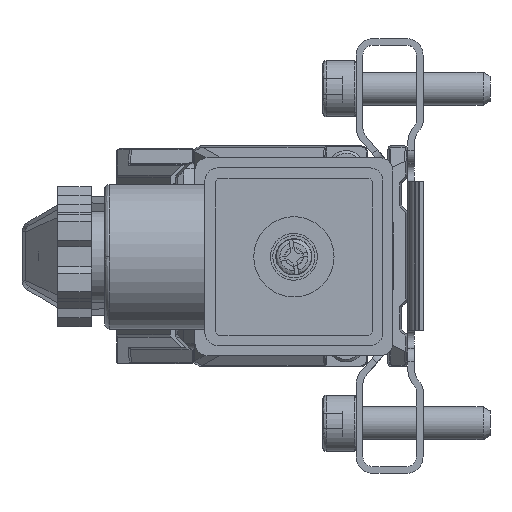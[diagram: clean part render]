
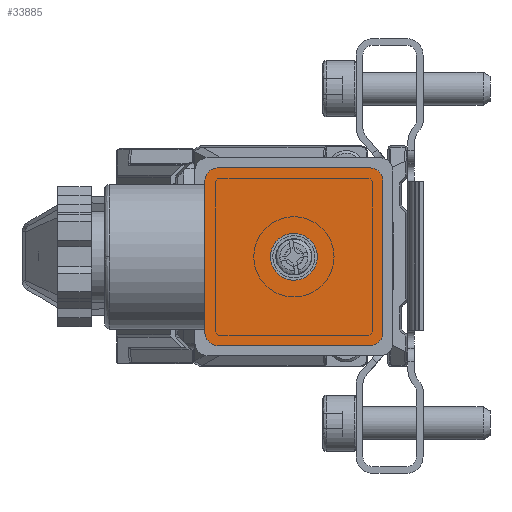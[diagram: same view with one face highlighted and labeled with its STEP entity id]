
A CAD part, left-side view. The second image highlights one B-rep face of the part: STEP entity #33885.
In plain terms, the highlighted planar face has unit normal (-1, 0, 0).
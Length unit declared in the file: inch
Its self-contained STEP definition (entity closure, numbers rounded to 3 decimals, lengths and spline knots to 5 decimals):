
#151 = DIRECTION ( 'NONE',  ( 1., 0., 0. ) ) ;
#270 = EDGE_CURVE ( 'NONE', #18578, #18578, #25641, .T. ) ;
#904 = ORIENTED_EDGE ( 'NONE', *, *, #23783, .F. ) ;
#2035 = VECTOR ( 'NONE', #43127, 39.37008 ) ;
#2175 = CARTESIAN_POINT ( 'NONE',  ( -4.77165, 0.22496, -0.20777 ) ) ;
#2680 = AXIS2_PLACEMENT_3D ( 'NONE', #46274, #3488, #13917 ) ;
#2955 = ORIENTED_EDGE ( 'NONE', *, *, #18113, .F. ) ;
#3488 = DIRECTION ( 'NONE',  ( 1., 0., 0. ) ) ;
#3674 = EDGE_CURVE ( 'NONE', #33995, #18272, #35733, .T. ) ;
#3820 = VERTEX_POINT ( 'NONE', #44199 ) ;
#4385 = VECTOR ( 'NONE', #19959, 39.37008 ) ;
#4942 = CIRCLE ( 'NONE', #2680, 0.07874 ) ;
#5542 = LINE ( 'NONE', #5771, #4385 ) ;
#5771 = CARTESIAN_POINT ( 'NONE',  ( -4.77165, 1.19347, -1.17628 ) ) ;
#7035 = CARTESIAN_POINT ( 'NONE',  ( -4.77165, 0.66984, -0.65265 ) ) ;
#7248 = CARTESIAN_POINT ( 'NONE',  ( -4.77165, 1.19347, -1.09754 ) ) ;
#9849 = DIRECTION ( 'NONE',  ( 1., 0., 0. ) ) ;
#10228 = AXIS2_PLACEMENT_3D ( 'NONE', #17794, #10928, #25319 ) ;
#10830 = DIRECTION ( 'NONE',  ( -1., 0., 0. ) ) ;
#10890 = ORIENTED_EDGE ( 'NONE', *, *, #32017, .F. ) ;
#10928 = DIRECTION ( 'NONE',  ( 1., 0., 0. ) ) ;
#10971 = CARTESIAN_POINT ( 'NONE',  ( -4.77165, 0.22496, -0.12903 ) ) ;
#11373 = VERTEX_POINT ( 'NONE', #7248 ) ;
#12036 = AXIS2_PLACEMENT_3D ( 'NONE', #2175, #38310, #45657 ) ;
#12267 = VERTEX_POINT ( 'NONE', #10971 ) ;
#12278 = CARTESIAN_POINT ( 'NONE',  ( -4.77165, 0.14622, -1.09754 ) ) ;
#12281 = AXIS2_PLACEMENT_3D ( 'NONE', #32024, #9849, #46437 ) ;
#12676 = ORIENTED_EDGE ( 'NONE', *, *, #22293, .F. ) ;
#13917 = DIRECTION ( 'NONE',  ( 0., -1., 0. ) ) ;
#14314 = EDGE_CURVE ( 'NONE', #31299, #11373, #40924, .T. ) ;
#14605 = DIRECTION ( 'NONE',  ( 0., 0., -1. ) ) ;
#15780 = ORIENTED_EDGE ( 'NONE', *, *, #41144, .F. ) ;
#16994 = VERTEX_POINT ( 'NONE', #46056 ) ;
#17206 = FACE_OUTER_BOUND ( 'NONE', #26617, .T. ) ;
#17444 = FACE_BOUND ( 'NONE', #28461, .T. ) ;
#17794 = CARTESIAN_POINT ( 'NONE',  ( -4.77165, 0.22496, -1.09754 ) ) ;
#18077 = ORIENTED_EDGE ( 'NONE', *, *, #46664, .F. ) ;
#18113 = EDGE_CURVE ( 'NONE', #45329, #3820, #4942, .T. ) ;
#18272 = VERTEX_POINT ( 'NONE', #12278 ) ;
#18501 = CARTESIAN_POINT ( 'NONE',  ( -4.77165, 1.19347, -0.20777 ) ) ;
#18548 = DIRECTION ( 'NONE',  ( 0., -1., 0. ) ) ;
#18578 = VERTEX_POINT ( 'NONE', #36041 ) ;
#19959 = DIRECTION ( 'NONE',  ( 0., 0., 1. ) ) ;
#21438 = DIRECTION ( 'NONE',  ( 0., 0., 1. ) ) ;
#22293 = EDGE_CURVE ( 'NONE', #18272, #16994, #23707, .T. ) ;
#23707 = CIRCLE ( 'NONE', #10228, 0.07874 ) ;
#23783 = EDGE_CURVE ( 'NONE', #3820, #12267, #40027, .T. ) ;
#25211 = CARTESIAN_POINT ( 'NONE',  ( -4.77165, 0.14622, -0.20777 ) ) ;
#25319 = DIRECTION ( 'NONE',  ( 0., -1., 0. ) ) ;
#25641 = CIRCLE ( 'NONE', #35439, 0.1378 ) ;
#26617 = EDGE_LOOP ( 'NONE', ( #18077, #12676, #34529, #10890, #904, #2955, #15780, #40682 ) ) ;
#28461 = EDGE_LOOP ( 'NONE', ( #42638 ) ) ;
#31299 = VERTEX_POINT ( 'NONE', #38409 ) ;
#32017 = EDGE_CURVE ( 'NONE', #12267, #33995, #32395, .T. ) ;
#32024 = CARTESIAN_POINT ( 'NONE',  ( -4.77165, 1.11473, -1.09754 ) ) ;
#32395 = CIRCLE ( 'NONE', #12036, 0.07874 ) ;
#33885 = ADVANCED_FACE ( 'NONE', ( #17206, #17444 ), #43384, .F. ) ;
#33995 = VERTEX_POINT ( 'NONE', #25211 ) ;
#34050 = VECTOR ( 'NONE', #42342, 39.37008 ) ;
#34529 = ORIENTED_EDGE ( 'NONE', *, *, #3674, .F. ) ;
#35439 = AXIS2_PLACEMENT_3D ( 'NONE', #7035, #10830, #14605 ) ;
#35733 = LINE ( 'NONE', #43023, #34050 ) ;
#36041 = CARTESIAN_POINT ( 'NONE',  ( -4.77165, 0.66984, -0.79045 ) ) ;
#36479 = VECTOR ( 'NONE', #18548, 39.37008 ) ;
#38310 = DIRECTION ( 'NONE',  ( 1., 0., 0. ) ) ;
#38409 = CARTESIAN_POINT ( 'NONE',  ( -4.77165, 1.11473, -1.17628 ) ) ;
#38412 = AXIS2_PLACEMENT_3D ( 'NONE', #39838, #151, #21438 ) ;
#39108 = CARTESIAN_POINT ( 'NONE',  ( -4.77165, 1.19347, -1.17628 ) ) ;
#39838 = CARTESIAN_POINT ( 'NONE',  ( -4.77165, 1.19347, -1.17628 ) ) ;
#40027 = LINE ( 'NONE', #44033, #36479 ) ;
#40682 = ORIENTED_EDGE ( 'NONE', *, *, #14314, .F. ) ;
#40924 = CIRCLE ( 'NONE', #12281, 0.07874 ) ;
#41144 = EDGE_CURVE ( 'NONE', #11373, #45329, #5542, .T. ) ;
#42342 = DIRECTION ( 'NONE',  ( 0., 0., -1. ) ) ;
#42638 = ORIENTED_EDGE ( 'NONE', *, *, #270, .F. ) ;
#43023 = CARTESIAN_POINT ( 'NONE',  ( -4.77165, 0.14622, -1.17628 ) ) ;
#43127 = DIRECTION ( 'NONE',  ( 0., 1., 0. ) ) ;
#43384 = PLANE ( 'NONE',  #38412 ) ;
#44033 = CARTESIAN_POINT ( 'NONE',  ( -4.77165, 1.19347, -0.12903 ) ) ;
#44199 = CARTESIAN_POINT ( 'NONE',  ( -4.77165, 1.11473, -0.12903 ) ) ;
#45329 = VERTEX_POINT ( 'NONE', #18501 ) ;
#45657 = DIRECTION ( 'NONE',  ( 0., -1., 0. ) ) ;
#45993 = LINE ( 'NONE', #39108, #2035 ) ;
#46056 = CARTESIAN_POINT ( 'NONE',  ( -4.77165, 0.22496, -1.17628 ) ) ;
#46274 = CARTESIAN_POINT ( 'NONE',  ( -4.77165, 1.11473, -0.20777 ) ) ;
#46437 = DIRECTION ( 'NONE',  ( 0., -1., 0. ) ) ;
#46664 = EDGE_CURVE ( 'NONE', #16994, #31299, #45993, .T. ) ;
